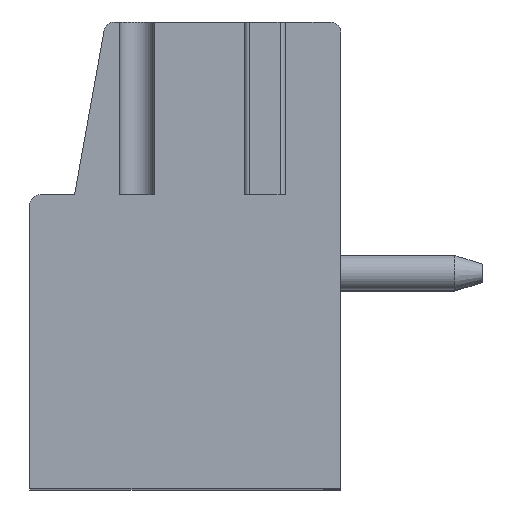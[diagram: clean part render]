
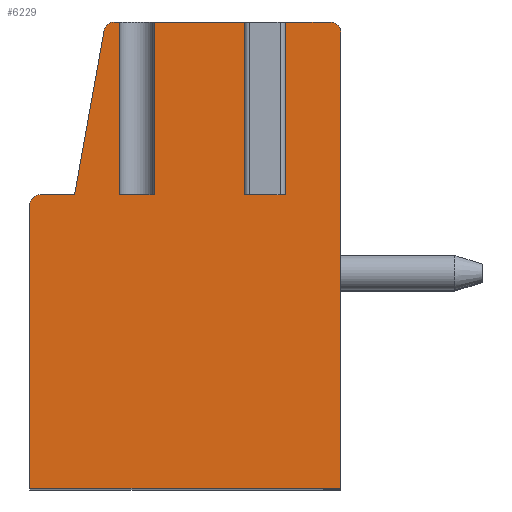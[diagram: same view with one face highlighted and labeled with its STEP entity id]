
A CAD part, top view. The second image highlights one B-rep face of the part: STEP entity #6229.
In plain terms, the highlighted planar face has unit normal (0, 0, 1).
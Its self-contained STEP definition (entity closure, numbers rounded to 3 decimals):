
#52=DIRECTION('',(1.,0.,0.));
#53=VECTOR('',#52,1.);
#54=CARTESIAN_POINT('',(-1.9,3.36,22.5));
#55=LINE('',#54,#53);
#56=DIRECTION('',(0.,1.,0.));
#57=VECTOR('',#56,5.);
#58=CARTESIAN_POINT('',(-0.9,3.36,22.5));
#59=LINE('',#58,#57);
#60=DIRECTION('',(-1.,0.,0.));
#61=VECTOR('',#60,2.8);
#62=CARTESIAN_POINT('',(1.9,8.36,22.5));
#63=LINE('',#62,#61);
#64=DIRECTION('',(0.,1.,0.));
#65=VECTOR('',#64,5.);
#66=CARTESIAN_POINT('',(1.9,3.36,22.5));
#67=LINE('',#66,#65);
#68=DIRECTION('',(1.,0.,0.));
#69=VECTOR('',#68,0.8);
#70=CARTESIAN_POINT('',(1.9,3.36,22.5));
#71=LINE('',#70,#69);
#72=DIRECTION('',(0.,1.,0.));
#73=VECTOR('',#72,5.);
#74=CARTESIAN_POINT('',(2.7,3.36,22.5));
#75=LINE('',#74,#73);
#76=DIRECTION('',(-1.,0.,0.));
#77=VECTOR('',#76,1.5);
#78=CARTESIAN_POINT('',(4.2,8.36,22.5));
#79=LINE('',#78,#77);
#80=CARTESIAN_POINT('',(4.2,8.06,22.5));
#81=DIRECTION('',(0.,0.,1.));
#82=DIRECTION('',(1.,0.,0.));
#83=AXIS2_PLACEMENT_3D('',#80,#81,#82);
#85=DIRECTION('',(0.,1.,0.));
#86=VECTOR('',#85,13.2);
#87=CARTESIAN_POINT('',(4.5,-5.14,22.5));
#88=LINE('',#87,#86);
#89=DIRECTION('',(1.,0.,0.));
#90=VECTOR('',#89,9.);
#91=CARTESIAN_POINT('',(-4.5,-5.14,22.5));
#92=LINE('',#91,#90);
#93=DIRECTION('',(0.,-1.,0.));
#94=VECTOR('',#93,8.2);
#95=CARTESIAN_POINT('',(-4.5,3.06,22.5));
#96=LINE('',#95,#94);
#97=CARTESIAN_POINT('',(-4.2,3.06,22.5));
#98=DIRECTION('',(0.,0.,1.));
#99=DIRECTION('',(0.,1.,0.));
#100=AXIS2_PLACEMENT_3D('',#97,#98,#99);
#102=DIRECTION('',(-1.,0.,0.));
#103=VECTOR('',#102,1.);
#104=CARTESIAN_POINT('',(-3.2,3.36,22.5));
#105=LINE('',#104,#103);
#106=DIRECTION('',(-0.177,-0.984,0.));
#107=VECTOR('',#106,4.829);
#108=CARTESIAN_POINT('',(-2.345,8.113,22.5));
#109=LINE('',#108,#107);
#110=CARTESIAN_POINT('',(-2.05,8.06,22.5));
#111=DIRECTION('',(0.,0.,1.));
#112=DIRECTION('',(0.,1.,0.));
#113=AXIS2_PLACEMENT_3D('',#110,#111,#112);
#115=DIRECTION('',(-1.,0.,0.));
#116=VECTOR('',#115,0.15);
#117=CARTESIAN_POINT('',(-1.9,8.36,22.5));
#118=LINE('',#117,#116);
#119=DIRECTION('',(0.,1.,0.));
#120=VECTOR('',#119,5.);
#121=CARTESIAN_POINT('',(-1.9,3.36,22.5));
#122=LINE('',#121,#120);
#4823=CARTESIAN_POINT('',(4.5,-5.14,22.5));
#4824=CARTESIAN_POINT('',(4.5,8.06,22.5));
#4825=VERTEX_POINT('',#4823);
#4826=VERTEX_POINT('',#4824);
#4827=CARTESIAN_POINT('',(4.2,8.36,22.5));
#4828=VERTEX_POINT('',#4827);
#4829=CARTESIAN_POINT('',(-2.05,8.36,22.5));
#4830=CARTESIAN_POINT('',(-2.345,8.113,22.5));
#4831=VERTEX_POINT('',#4829);
#4832=VERTEX_POINT('',#4830);
#4833=CARTESIAN_POINT('',(-3.2,3.36,22.5));
#4834=VERTEX_POINT('',#4833);
#4835=CARTESIAN_POINT('',(-4.2,3.36,22.5));
#4836=VERTEX_POINT('',#4835);
#4837=CARTESIAN_POINT('',(-4.5,3.06,22.5));
#4838=VERTEX_POINT('',#4837);
#4839=CARTESIAN_POINT('',(-4.5,-5.14,22.5));
#4840=VERTEX_POINT('',#4839);
#5128=CARTESIAN_POINT('',(1.9,3.36,22.5));
#5129=CARTESIAN_POINT('',(2.7,3.36,22.5));
#5130=VERTEX_POINT('',#5128);
#5131=VERTEX_POINT('',#5129);
#5132=CARTESIAN_POINT('',(2.7,8.36,22.5));
#5133=VERTEX_POINT('',#5132);
#5134=CARTESIAN_POINT('',(1.9,8.36,22.5));
#5135=VERTEX_POINT('',#5134);
#5156=CARTESIAN_POINT('',(-1.9,3.36,22.5));
#5157=CARTESIAN_POINT('',(-0.9,3.36,22.5));
#5158=VERTEX_POINT('',#5156);
#5159=VERTEX_POINT('',#5157);
#5160=CARTESIAN_POINT('',(-0.9,8.36,22.5));
#5161=VERTEX_POINT('',#5160);
#5162=CARTESIAN_POINT('',(-1.9,8.36,22.5));
#5163=VERTEX_POINT('',#5162);
#6188=CARTESIAN_POINT('',(0.,0.,22.5));
#6189=DIRECTION('',(0.,0.,1.));
#6190=DIRECTION('',(1.,0.,0.));
#6191=AXIS2_PLACEMENT_3D('',#6188,#6189,#6190);
#6192=PLANE('',#6191);
#6194=ORIENTED_EDGE('',*,*,#6193,.T.);
#6196=ORIENTED_EDGE('',*,*,#6195,.T.);
#6198=ORIENTED_EDGE('',*,*,#6197,.F.);
#6200=ORIENTED_EDGE('',*,*,#6199,.F.);
#6202=ORIENTED_EDGE('',*,*,#6201,.T.);
#6204=ORIENTED_EDGE('',*,*,#6203,.T.);
#6206=ORIENTED_EDGE('',*,*,#6205,.F.);
#6208=ORIENTED_EDGE('',*,*,#6207,.F.);
#6210=ORIENTED_EDGE('',*,*,#6209,.F.);
#6212=ORIENTED_EDGE('',*,*,#6211,.F.);
#6214=ORIENTED_EDGE('',*,*,#6213,.F.);
#6216=ORIENTED_EDGE('',*,*,#6215,.F.);
#6218=ORIENTED_EDGE('',*,*,#6217,.F.);
#6220=ORIENTED_EDGE('',*,*,#6219,.F.);
#6222=ORIENTED_EDGE('',*,*,#6221,.F.);
#6224=ORIENTED_EDGE('',*,*,#6223,.F.);
#6226=ORIENTED_EDGE('',*,*,#6225,.F.);
#6227=EDGE_LOOP('',(#6194,#6196,#6198,#6200,#6202,#6204,#6206,#6208,#6210,#6212,
#6214,#6216,#6218,#6220,#6222,#6224,#6226));
#6228=FACE_OUTER_BOUND('',#6227,.F.);
#84=CIRCLE('',#83,0.3);
#101=CIRCLE('',#100,0.3);
#114=CIRCLE('',#113,0.3);
#6193=EDGE_CURVE('',#5158,#5159,#55,.T.);
#6195=EDGE_CURVE('',#5159,#5161,#59,.T.);
#6197=EDGE_CURVE('',#5135,#5161,#63,.T.);
#6199=EDGE_CURVE('',#5130,#5135,#67,.T.);
#6201=EDGE_CURVE('',#5130,#5131,#71,.T.);
#6203=EDGE_CURVE('',#5131,#5133,#75,.T.);
#6205=EDGE_CURVE('',#4828,#5133,#79,.T.);
#6207=EDGE_CURVE('',#4826,#4828,#84,.T.);
#6209=EDGE_CURVE('',#4825,#4826,#88,.T.);
#6211=EDGE_CURVE('',#4840,#4825,#92,.T.);
#6213=EDGE_CURVE('',#4838,#4840,#96,.T.);
#6215=EDGE_CURVE('',#4836,#4838,#101,.T.);
#6217=EDGE_CURVE('',#4834,#4836,#105,.T.);
#6219=EDGE_CURVE('',#4832,#4834,#109,.T.);
#6221=EDGE_CURVE('',#4831,#4832,#114,.T.);
#6223=EDGE_CURVE('',#5163,#4831,#118,.T.);
#6225=EDGE_CURVE('',#5158,#5163,#122,.T.);
#6229=ADVANCED_FACE('',(#6228),#6192,.T.);
